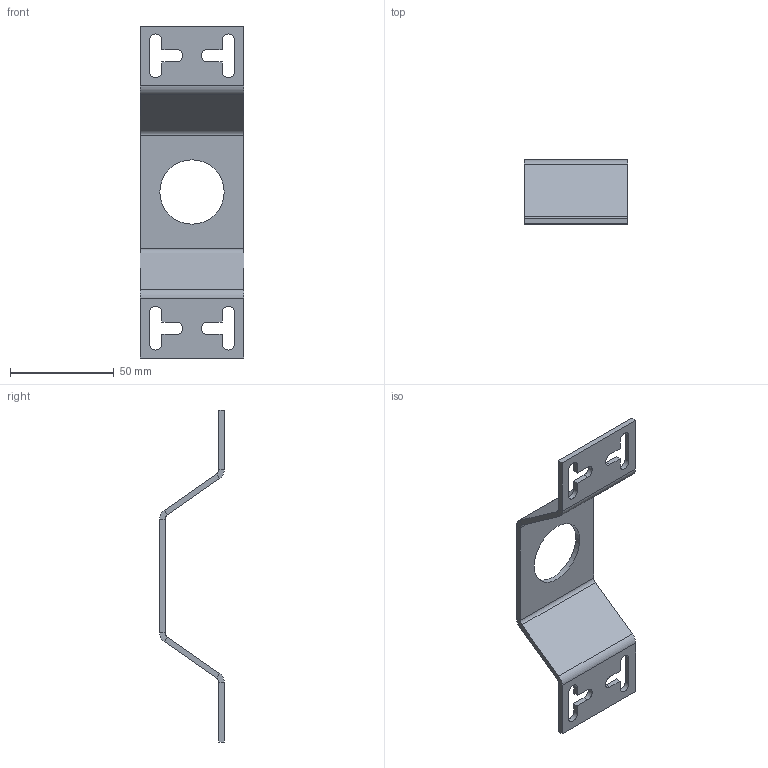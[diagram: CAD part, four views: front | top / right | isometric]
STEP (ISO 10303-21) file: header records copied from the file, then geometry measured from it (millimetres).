
FILE_DESCRIPTION((''),'2;1');
FILE_NAME('224670_ASM','2021-09-28T11:01:23',('PDMAdmin'),('BANNER ENGINEERING'),'CREO PARAMETRIC BY PTC INC, 2019292','CREO PARAMETRIC BY PTC INC, 2019292','');
FILE_SCHEMA(('CONFIG_CONTROL_DESIGN'));
Length unit declared in the file: millimetre
Products named in the file (2): 224198; 224670_ASM
Assembly tree (1 placements, depth 2):
  224670_ASM
    224198
Bounding box: 50 x 31.1 x 159.91 mm (x, y, z)
Volume: 20705 mm3; surface area: 18108.6 mm2
Topology: 1 solids, 1 shells, 72 faces, 178 edges, 108 vertices
Faces by surface type: plane 50, cylinder 22
Entity records: 2177 total; most frequent: DIRECTION 372, CARTESIAN_POINT 361, ORIENTED_EDGE 356, EDGE_CURVE 178, VECTOR 134, LINE 134, AXIS2_PLACEMENT_3D 119, VERTEX_POINT 108
